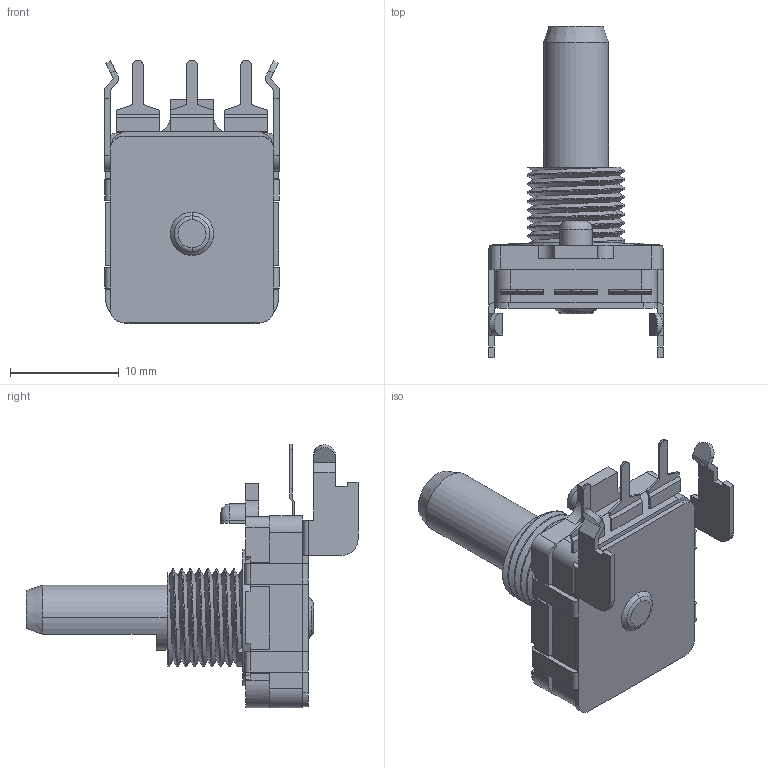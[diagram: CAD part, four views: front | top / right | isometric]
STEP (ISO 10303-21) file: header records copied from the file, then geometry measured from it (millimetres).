
FILE_DESCRIPTION((''),'2;1');
FILE_NAME('PEC16-2020F','2023-04-17T',('acer'),(''),'PRO/ENGINEER BY PARAMETRIC TECHNOLOGY CORPORATION, 2008380','PRO/ENGINEER BY PARAMETRIC TECHNOLOGY CORPORATION, 2008380','');
FILE_SCHEMA(('CONFIG_CONTROL_DESIGN'));
Length unit declared in the file: millimetre
Products named in the file (1): PEC16-2020F
Bounding box: 16.1 x 30.6 x 24.3 mm (x, y, z)
Volume: 2114.3 mm3; surface area: 2328.5 mm2
Topology: 1 solids, 6 shells, 287 faces, 775 edges, 498 vertices
Faces by surface type: plane 191, cylinder 79, bspline 10, cone 5, torus 2
Entity records: 10862 total; most frequent: CARTESIAN_POINT 3624, ORIENTED_EDGE 1550, DIRECTION 1431, EDGE_CURVE 775, VECTOR 557, LINE 557, VERTEX_POINT 498, AXIS2_PLACEMENT_3D 437
